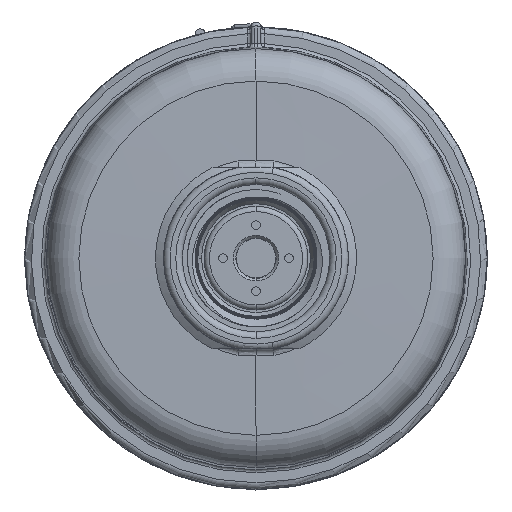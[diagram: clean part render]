
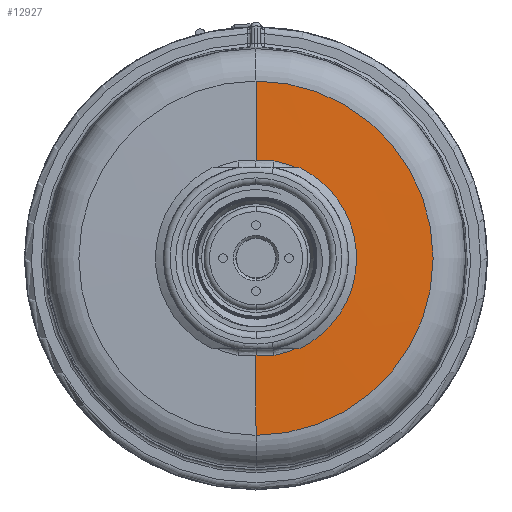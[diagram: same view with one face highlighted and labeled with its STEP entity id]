
A CAD part, front view. The second image highlights one B-rep face of the part: STEP entity #12927.
In plain terms, the highlighted conical face has half-angle 89 degrees and reference radius 20.773 mm.
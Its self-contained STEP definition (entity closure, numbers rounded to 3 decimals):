
#2702=CARTESIAN_POINT('',(2.724,32.291,-14.733));
#2703=CARTESIAN_POINT('',(2.423,32.292,-14.733));
#2704=CARTESIAN_POINT('',(1.823,32.293,-14.733));
#2705=CARTESIAN_POINT('',(0.916,32.295,
-14.733));
#2706=CARTESIAN_POINT('',(0.307,32.295,
-14.733));
#2707=CARTESIAN_POINT('',(0.,32.295,
-14.733));
#2709=DIRECTION('',(0.,-0.017,-1.));
#2710=VECTOR('',#2709,12.083);
#2711=CARTESIAN_POINT('',(0.,32.295,
-14.733));
#2712=LINE('',#2711,#2710);
#2713=CARTESIAN_POINT('',(0.,32.084,0.));
#2714=DIRECTION('',(0.,-1.,0.));
#2715=DIRECTION('',(0.,0.,-1.));
#2716=AXIS2_PLACEMENT_3D('',#2713,#2714,#2715);
#2718=DIRECTION('',(0.,-0.017,1.));
#2719=VECTOR('',#2718,12.083);
#2720=CARTESIAN_POINT('',(0.,32.295,
14.733));
#2721=LINE('',#2720,#2719);
#2722=CARTESIAN_POINT('',(0.,32.295,
14.733));
#2723=CARTESIAN_POINT('',(0.303,32.295,14.733));
#2724=CARTESIAN_POINT('',(0.908,32.295,14.733));
#2725=CARTESIAN_POINT('',(1.822,32.293,14.733));
#2726=CARTESIAN_POINT('',(2.423,32.292,14.733));
#2727=CARTESIAN_POINT('',(2.724,32.291,14.733));
#2748=CARTESIAN_POINT('',(0.,32.291,0.));
#2749=DIRECTION('',(0.,-1.,0.));
#2750=DIRECTION('',(0.182,0.,-0.983));
#2751=AXIS2_PLACEMENT_3D('',#2748,#2749,#2750);
#10138=CARTESIAN_POINT('',(0.,32.084,26.814));
#10139=CARTESIAN_POINT('',(0.,32.084,-26.814));
#10140=VERTEX_POINT('',#10138);
#10141=VERTEX_POINT('',#10139);
#10324=VERTEX_POINT('',#2722);
#10325=VERTEX_POINT('',#2727);
#10329=VERTEX_POINT('',#2702);
#10330=VERTEX_POINT('',#2707);
#12909=CARTESIAN_POINT('',(0.,32.19,0.));
#12910=DIRECTION('',(0.,-1.,0.));
#12911=DIRECTION('',(0.,0.,1.));
#12912=AXIS2_PLACEMENT_3D('',#12909,#12910,#12911);
#12913=CONICAL_SURFACE('',#12912,20.773,89.);
#12915=ORIENTED_EDGE('',*,*,#12914,.F.);
#12917=ORIENTED_EDGE('',*,*,#12916,.T.);
#12919=ORIENTED_EDGE('',*,*,#12918,.T.);
#12920=ORIENTED_EDGE('',*,*,#12903,.T.);
#12922=ORIENTED_EDGE('',*,*,#12921,.F.);
#12924=ORIENTED_EDGE('',*,*,#12923,.T.);
#12925=EDGE_LOOP('',(#12915,#12917,#12919,#12920,#12922,#12924));
#12926=FACE_OUTER_BOUND('',#12925,.F.);
#12927=ADVANCED_FACE('',(#12926),#12913,.T.);
#2708=B_SPLINE_CURVE_WITH_KNOTS('',3,(#2702,#2703,#2704,#2705,#2706,#2707),
.UNSPECIFIED.,.F.,.F.,(4,1,1,4),(0.,0.333,0.667,1.),
.UNSPECIFIED.);
#2717=CIRCLE('',#2716,26.814);
#2728=B_SPLINE_CURVE_WITH_KNOTS('',3,(#2722,#2723,#2724,#2725,#2726,#2727),
.UNSPECIFIED.,.F.,.F.,(4,1,1,4),(0.,0.333,0.667,1.),
.UNSPECIFIED.);
#2752=CIRCLE('',#2751,14.983);
#12903=EDGE_CURVE('',#10141,#10140,#2717,.T.);
#12914=EDGE_CURVE('',#10329,#10325,#2752,.T.);
#12916=EDGE_CURVE('',#10329,#10330,#2708,.T.);
#12918=EDGE_CURVE('',#10330,#10141,#2712,.T.);
#12921=EDGE_CURVE('',#10324,#10140,#2721,.T.);
#12923=EDGE_CURVE('',#10324,#10325,#2728,.T.);
